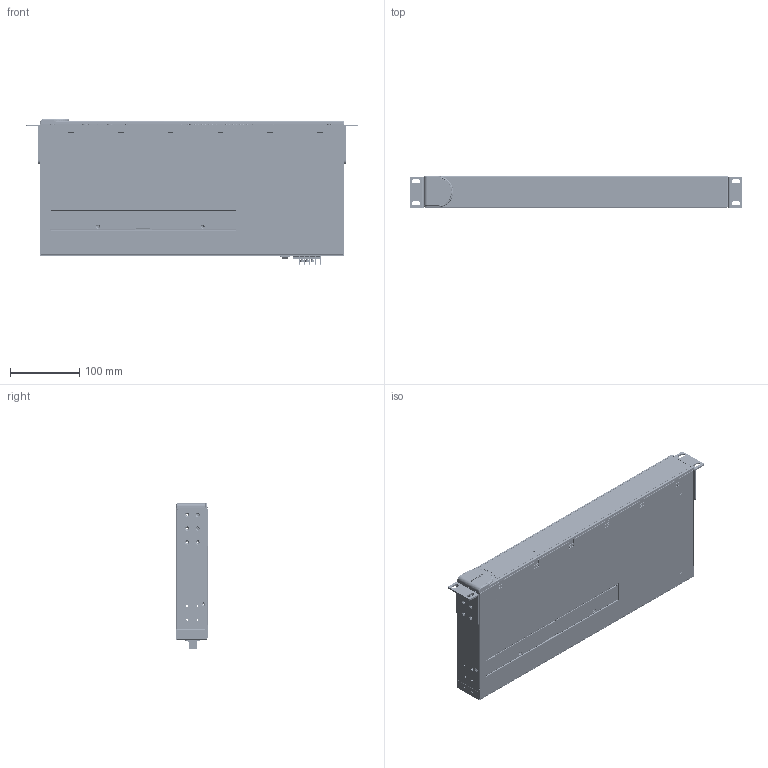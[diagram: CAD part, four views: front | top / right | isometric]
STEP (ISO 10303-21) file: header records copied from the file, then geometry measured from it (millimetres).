
FILE_DESCRIPTION((''),'2;1');
FILE_NAME('PRT0002','2024-08-06T16:29:32',('MindyMC_Chen'),('PTC'),'CREO PARAMETRIC BY PTC INC, 2023294','CREO PARAMETRIC BY PTC INC, 2023294','');
FILE_SCHEMA(('AUTOMOTIVE_DESIGN { 1 0 10303 214 1 1 1 1 }'));
Products named in the file (1): PRT0002
Bounding box: 480 x 46 x 211.85 mm (x, y, z)
Volume: 248504.1 mm3; surface area: 799727 mm2
Topology: 53 solids, 90 shells, 7708 faces, 20824 edges, 13946 vertices
Faces by surface type: plane 5267, cylinder 2100, bspline 130, cone 130, torus 66, extrusion 15
Entity records: 286771 total; most frequent: CARTESIAN_POINT 48031, ORIENTED_EDGE 40264, DIRECTION 39384, EDGE_CURVE 20175, VECTOR 15190, LINE 15175, VERTEX_POINT 13004, AXIS2_PLACEMENT_3D 12097
